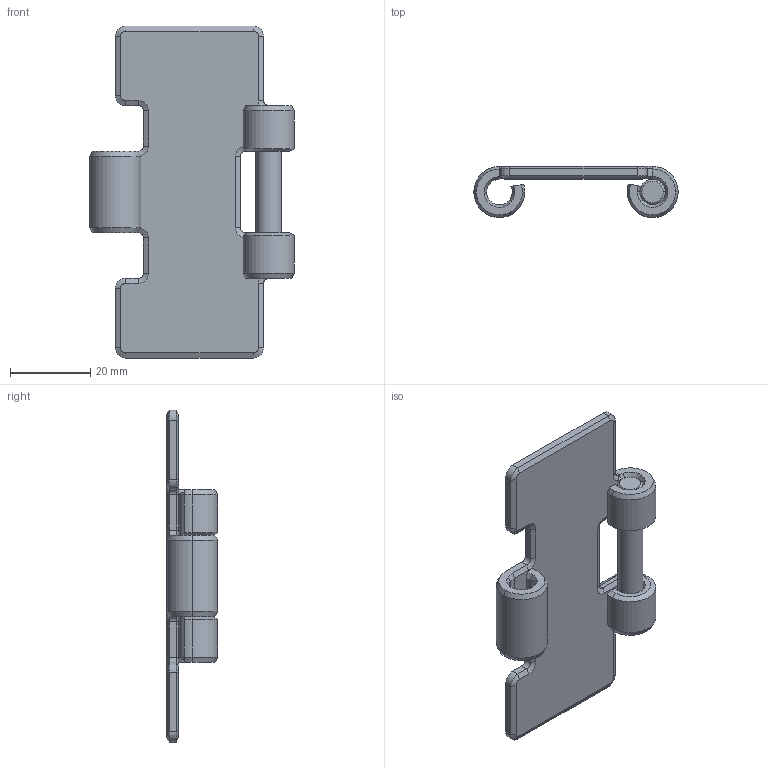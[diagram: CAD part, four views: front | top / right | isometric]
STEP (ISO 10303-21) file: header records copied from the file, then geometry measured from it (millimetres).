
FILE_DESCRIPTION (( 'STEP AP214' ), '1' );
FILE_NAME ('Rexnord-815-SS 815 K-3-14.STEP', '2021-07-22T08:47:33', ( '' ), ( '' ), 'SwSTEP 2.0', 'SolidWorks 2021', '' );
FILE_SCHEMA (( 'AUTOMOTIVE_DESIGN' ));
Length unit declared in the file: inch
Products named in the file (3): Rexnord-815-SS 815 K-3-14; Rexnord-815-SS 815 K-3-14_812 Chain_SS; Rexnord-815-SS 815 K-3-14_Pin
Assembly tree (2 placements, depth 2):
  Rexnord-815-SS 815 K-3-14
    Rexnord-815-SS 815 K-3-14_812 Chain_SS
    Rexnord-815-SS 815 K-3-14_Pin
Bounding box: 50.8 x 12.7 x 82.55 mm (x, y, z)
Volume: 12804.8 mm3; surface area: 9466.6 mm2
Topology: 2 solids, 2 shells, 167 faces, 387 edges, 224 vertices
Faces by surface type: cone 74, plane 54, cylinder 37, bspline 2
Entity records: 4905 total; most frequent: DIRECTION 855, CARTESIAN_POINT 853, ORIENTED_EDGE 774, EDGE_CURVE 387, AXIS2_PLACEMENT_3D 318, VERTEX_POINT 224, VECTOR 219, LINE 219
